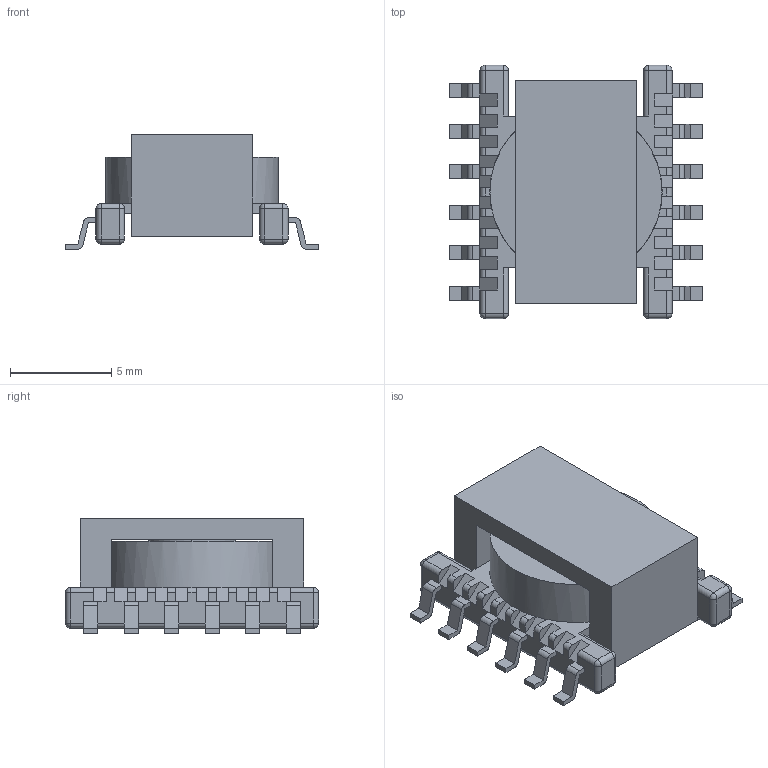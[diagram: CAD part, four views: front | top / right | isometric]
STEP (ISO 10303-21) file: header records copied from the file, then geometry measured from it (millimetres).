
FILE_DESCRIPTION(/* description */ ('Unknown'),/* implementation_level */ '2;1');
FILE_NAME(/* name */ 'T_Wurth_WE-IBTI-ER11.5_L12.95W12.85H5.98',/* time_stamp */ '2025-12-25T15:08:06+08:00',/* author */ ('Unknown'),/* organization */ ('Unknown'),/* preprocessor_version */ 'ST-DEVELOPER v19.4',/* originating_system */ 'Solid Edge',/* authorisation */ 'Unknown');
FILE_SCHEMA (('AUTOMOTIVE_DESIGN {1 0 10303 214 3 1 1}'));
Length unit declared in the file: millimetre
Products named in the file (2): T_Wurth_WE-IBTI-ER11.5_L12.95W12.85H5.98
Assembly tree (1 placements, depth 2):
  T_Wurth_WE-IBTI-ER11.5_L12.95W12.85H5.98
    T_Wurth_WE-IBTI-ER11.5_L12.95W12.85H5.98
Bounding box: 12.48 x 12.5 x 5.64 mm (x, y, z)
Volume: 407.1 mm3; surface area: 867.5 mm2
Topology: 2 solids, 3 shells, 331 faces, 888 edges, 545 vertices
Faces by surface type: plane 224, cylinder 87, sphere 16, torus 4
Full cylindrical faces by diameter (mm): 8.5 x1
Entity records: 12350 total; most frequent: CARTESIAN_POINT 1803, ORIENTED_EDGE 1748, DIRECTION 1712, EDGE_CURVE 874, LINE 670, VECTOR 670, VERTEX_POINT 548, AXIS2_PLACEMENT_3D 521
